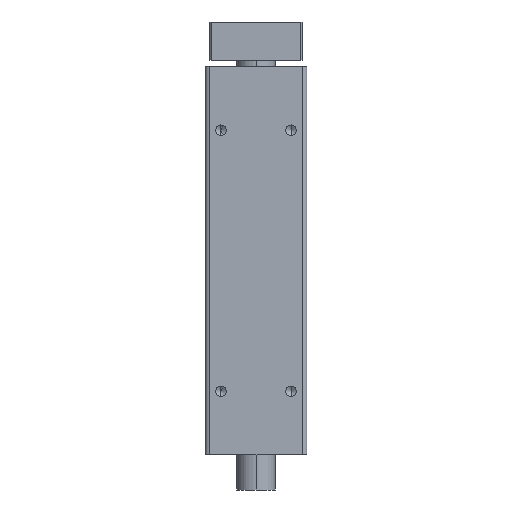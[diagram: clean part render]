
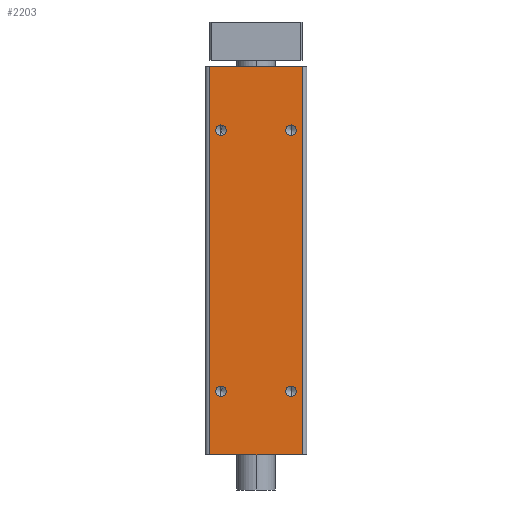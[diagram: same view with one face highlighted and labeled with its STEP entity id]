
A CAD part, left-side view. The second image highlights one B-rep face of the part: STEP entity #2203.
In plain terms, the highlighted planar face has unit normal (-1, 0, 0).
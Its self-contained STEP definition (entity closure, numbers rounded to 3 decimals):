
#489 = VERTEX_POINT ( 'NONE', #3020 ) ;
#532 = VERTEX_POINT ( 'NONE', #3066 ) ;
#534 = EDGE_CURVE ( 'NONE', #599, #532, #3065, .T. ) ;
#544 = VERTEX_POINT ( 'NONE', #3102 ) ;
#549 = VERTEX_POINT ( 'NONE', #3091 ) ;
#552 = EDGE_CURVE ( 'NONE', #549, #560, #3150, .T. ) ;
#560 = VERTEX_POINT ( 'NONE', #3134 ) ;
#569 = EDGE_CURVE ( 'NONE', #544, #489, #3126, .T. ) ;
#599 = VERTEX_POINT ( 'NONE', #3247 ) ;
#631 = EDGE_CURVE ( 'NONE', #638, #635, #3301, .T. ) ;
#635 = VERTEX_POINT ( 'NONE', #3295 ) ;
#638 = VERTEX_POINT ( 'NONE', #3293 ) ;
#2130 = EDGE_LOOP ( 'NONE', ( #2131, #2133 ) ) ;
#2131 = ORIENTED_EDGE ( 'NONE', *, *, #2132, .F. ) ;
#2132 = EDGE_CURVE ( 'NONE', #560, #549, #5982, .T. ) ;
#2133 = ORIENTED_EDGE ( 'NONE', *, *, #552, .F. ) ;
#2134 = EDGE_LOOP ( 'NONE', ( #2263, #2265 ) ) ;
#2182 = VERTEX_POINT ( 'NONE', #6072 ) ;
#2184 = EDGE_CURVE ( 'NONE', #2185, #2182, #6071, .T. ) ;
#2185 = VERTEX_POINT ( 'NONE', #6067 ) ;
#2203 = ADVANCED_FACE ( 'NONE', ( #6109, #6103, #6102, #6101, #6100 ), #6099, .T. ) ;
#2204 = EDGE_LOOP ( 'NONE', ( #2205, #2207 ) ) ;
#2205 = ORIENTED_EDGE ( 'NONE', *, *, #2206, .F. ) ;
#2206 = EDGE_CURVE ( 'NONE', #489, #544, #6094, .T. ) ;
#2207 = ORIENTED_EDGE ( 'NONE', *, *, #569, .F. ) ;
#2224 = ORIENTED_EDGE ( 'NONE', *, *, #2225, .T. ) ;
#2225 = EDGE_CURVE ( 'NONE', #2276, #2185, #6126, .T. ) ;
#2226 = ORIENTED_EDGE ( 'NONE', *, *, #2184, .T. ) ;
#2263 = ORIENTED_EDGE ( 'NONE', *, *, #2264, .F. ) ;
#2264 = EDGE_CURVE ( 'NONE', #532, #599, #6195, .T. ) ;
#2265 = ORIENTED_EDGE ( 'NONE', *, *, #534, .F. ) ;
#2266 = EDGE_LOOP ( 'NONE', ( #2267, #2269 ) ) ;
#2267 = ORIENTED_EDGE ( 'NONE', *, *, #2268, .F. ) ;
#2268 = EDGE_CURVE ( 'NONE', #635, #638, #6190, .T. ) ;
#2269 = ORIENTED_EDGE ( 'NONE', *, *, #631, .F. ) ;
#2270 = EDGE_LOOP ( 'NONE', ( #2271, #2274, #2224, #2226 ) ) ;
#2271 = ORIENTED_EDGE ( 'NONE', *, *, #2272, .F. ) ;
#2272 = EDGE_CURVE ( 'NONE', #2273, #2182, #6185, .T. ) ;
#2273 = VERTEX_POINT ( 'NONE', #6181 ) ;
#2274 = ORIENTED_EDGE ( 'NONE', *, *, #2275, .F. ) ;
#2275 = EDGE_CURVE ( 'NONE', #2276, #2273, #6180, .T. ) ;
#2276 = VERTEX_POINT ( 'NONE', #6242 ) ;
#3020 = CARTESIAN_POINT ( 'NONE',  ( -41., 27., -100.35 ) ) ;
#3061 = DIRECTION ( 'NONE',  ( 0., 0., 1. ) ) ;
#3062 = DIRECTION ( 'NONE',  ( -1., 0., 0. ) ) ;
#3063 = CARTESIAN_POINT ( 'NONE',  ( -41., 5., -20. ) ) ;
#3064 = AXIS2_PLACEMENT_3D ( 'NONE', #3063, #3062, #3061 ) ;
#3065 = CIRCLE ( 'NONE', #3064, 1.65 ) ;
#3066 = CARTESIAN_POINT ( 'NONE',  ( -41., 5., -18.35 ) ) ;
#3091 = CARTESIAN_POINT ( 'NONE',  ( -41., 27., -21.65 ) ) ;
#3102 = CARTESIAN_POINT ( 'NONE',  ( -41., 27., -103.65 ) ) ;
#3126 = CIRCLE ( 'NONE', #3186, 1.65 ) ;
#3134 = CARTESIAN_POINT ( 'NONE',  ( -41., 27., -18.35 ) ) ;
#3146 = DIRECTION ( 'NONE',  ( 0., 0., 1. ) ) ;
#3147 = DIRECTION ( 'NONE',  ( -1., 0., 0. ) ) ;
#3148 = CARTESIAN_POINT ( 'NONE',  ( -41., 27., -20. ) ) ;
#3149 = AXIS2_PLACEMENT_3D ( 'NONE', #3148, #3147, #3146 ) ;
#3150 = CIRCLE ( 'NONE', #3149, 1.65 ) ;
#3183 = DIRECTION ( 'NONE',  ( 0., 0., 1. ) ) ;
#3184 = DIRECTION ( 'NONE',  ( -1., 0., 0. ) ) ;
#3185 = CARTESIAN_POINT ( 'NONE',  ( -41., 27., -102. ) ) ;
#3186 = AXIS2_PLACEMENT_3D ( 'NONE', #3185, #3184, #3183 ) ;
#3247 = CARTESIAN_POINT ( 'NONE',  ( -41., 5., -21.65 ) ) ;
#3293 = CARTESIAN_POINT ( 'NONE',  ( -41., 5., -103.65 ) ) ;
#3295 = CARTESIAN_POINT ( 'NONE',  ( -41., 5., -100.35 ) ) ;
#3297 = DIRECTION ( 'NONE',  ( 0., 0., 1. ) ) ;
#3298 = DIRECTION ( 'NONE',  ( -1., 0., 0. ) ) ;
#3299 = CARTESIAN_POINT ( 'NONE',  ( -41., 5., -102. ) ) ;
#3300 = AXIS2_PLACEMENT_3D ( 'NONE', #3299, #3298, #3297 ) ;
#3301 = CIRCLE ( 'NONE', #3300, 1.65 ) ;
#5978 = DIRECTION ( 'NONE',  ( 0., 0., 1. ) ) ;
#5979 = DIRECTION ( 'NONE',  ( -1., 0., 0. ) ) ;
#5980 = CARTESIAN_POINT ( 'NONE',  ( -41., 27., -20. ) ) ;
#5981 = AXIS2_PLACEMENT_3D ( 'NONE', #5980, #5979, #5978 ) ;
#5982 = CIRCLE ( 'NONE', #5981, 1.65 ) ;
#6067 = CARTESIAN_POINT ( 'NONE',  ( -41., 1.5, -122. ) ) ;
#6068 = DIRECTION ( 'NONE',  ( 0., 0., 1. ) ) ;
#6069 = VECTOR ( 'NONE', #6068, 1000. ) ;
#6070 = CARTESIAN_POINT ( 'NONE',  ( -41., 1.5, -122. ) ) ;
#6071 = LINE ( 'NONE', #6070, #6069 ) ;
#6072 = CARTESIAN_POINT ( 'NONE',  ( -41., 1.5, 0. ) ) ;
#6090 = DIRECTION ( 'NONE',  ( 0., 0., 1. ) ) ;
#6091 = DIRECTION ( 'NONE',  ( -1., 0., 0. ) ) ;
#6092 = CARTESIAN_POINT ( 'NONE',  ( -41., 27., -102. ) ) ;
#6093 = AXIS2_PLACEMENT_3D ( 'NONE', #6092, #6091, #6090 ) ;
#6094 = CIRCLE ( 'NONE', #6093, 1.65 ) ;
#6095 = DIRECTION ( 'NONE',  ( 0., -1., 0. ) ) ;
#6096 = DIRECTION ( 'NONE',  ( -1., 0., 0. ) ) ;
#6097 = CARTESIAN_POINT ( 'NONE',  ( -41., 1.5, -122. ) ) ;
#6098 = AXIS2_PLACEMENT_3D ( 'NONE', #6097, #6096, #6095 ) ;
#6099 = PLANE ( 'NONE',  #6098 ) ;
#6100 = FACE_OUTER_BOUND ( 'NONE', #2270, .T. ) ;
#6101 = FACE_BOUND ( 'NONE', #2266, .T. ) ;
#6102 = FACE_BOUND ( 'NONE', #2134, .T. ) ;
#6103 = FACE_BOUND ( 'NONE', #2130, .T. ) ;
#6109 = FACE_BOUND ( 'NONE', #2204, .T. ) ;
#6123 = DIRECTION ( 'NONE',  ( 0., -1., 0. ) ) ;
#6124 = VECTOR ( 'NONE', #6123, 1000. ) ;
#6125 = CARTESIAN_POINT ( 'NONE',  ( -41., 1.5, -122. ) ) ;
#6126 = LINE ( 'NONE', #6125, #6124 ) ;
#6180 = LINE ( 'NONE', #6245, #6244 ) ;
#6181 = CARTESIAN_POINT ( 'NONE',  ( -41., 30.5, 0. ) ) ;
#6182 = DIRECTION ( 'NONE',  ( 0., -1., 0. ) ) ;
#6183 = VECTOR ( 'NONE', #6182, 1000. ) ;
#6184 = CARTESIAN_POINT ( 'NONE',  ( -41., 1.5, 0. ) ) ;
#6185 = LINE ( 'NONE', #6184, #6183 ) ;
#6186 = DIRECTION ( 'NONE',  ( 0., 0., 1. ) ) ;
#6187 = DIRECTION ( 'NONE',  ( -1., 0., 0. ) ) ;
#6188 = CARTESIAN_POINT ( 'NONE',  ( -41., 5., -102. ) ) ;
#6189 = AXIS2_PLACEMENT_3D ( 'NONE', #6188, #6187, #6186 ) ;
#6190 = CIRCLE ( 'NONE', #6189, 1.65 ) ;
#6191 = DIRECTION ( 'NONE',  ( 0., 0., 1. ) ) ;
#6192 = DIRECTION ( 'NONE',  ( -1., 0., 0. ) ) ;
#6193 = CARTESIAN_POINT ( 'NONE',  ( -41., 5., -20. ) ) ;
#6194 = AXIS2_PLACEMENT_3D ( 'NONE', #6193, #6192, #6191 ) ;
#6195 = CIRCLE ( 'NONE', #6194, 1.65 ) ;
#6242 = CARTESIAN_POINT ( 'NONE',  ( -41., 30.5, -122. ) ) ;
#6243 = DIRECTION ( 'NONE',  ( 0., 0., 1. ) ) ;
#6244 = VECTOR ( 'NONE', #6243, 1000. ) ;
#6245 = CARTESIAN_POINT ( 'NONE',  ( -41., 30.5, -122. ) ) ;
